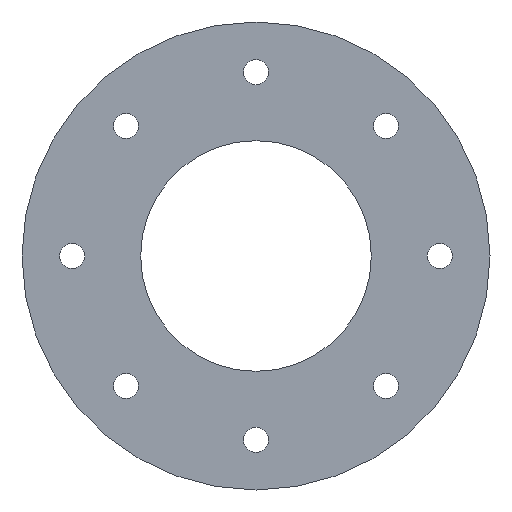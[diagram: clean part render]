
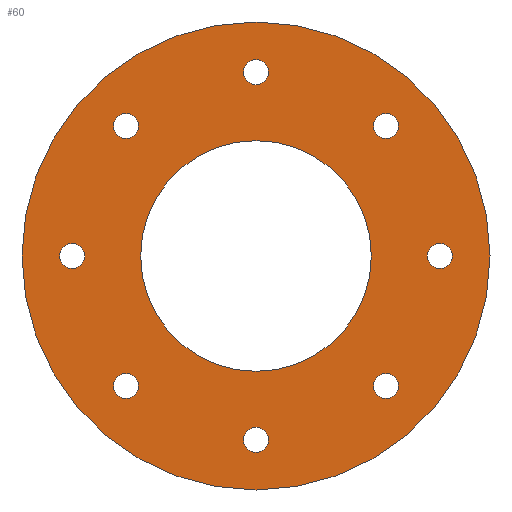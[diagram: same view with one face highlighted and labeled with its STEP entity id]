
A CAD part, left-side view. The second image highlights one B-rep face of the part: STEP entity #60.
In plain terms, the highlighted planar face has unit normal (-1, 0, 0).
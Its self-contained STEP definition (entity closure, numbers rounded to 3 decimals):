
#60 = ADVANCED_FACE( '', ( #129, #130, #131, #132, #133, #134, #135, #136, #137, #138 ), #139, .T. );
#129 = FACE_BOUND( '', #216, .T. );
#130 = FACE_BOUND( '', #217, .T. );
#131 = FACE_BOUND( '', #218, .T. );
#132 = FACE_BOUND( '', #219, .T. );
#133 = FACE_BOUND( '', #220, .T. );
#134 = FACE_BOUND( '', #221, .T. );
#135 = FACE_BOUND( '', #222, .T. );
#136 = FACE_BOUND( '', #223, .T. );
#137 = FACE_BOUND( '', #224, .T. );
#138 = FACE_OUTER_BOUND( '', #225, .T. );
#139 = PLANE( '', #226 );
#216 = EDGE_LOOP( '', ( #317 ) );
#217 = EDGE_LOOP( '', ( #318 ) );
#218 = EDGE_LOOP( '', ( #319 ) );
#219 = EDGE_LOOP( '', ( #320 ) );
#220 = EDGE_LOOP( '', ( #321 ) );
#221 = EDGE_LOOP( '', ( #322 ) );
#222 = EDGE_LOOP( '', ( #323 ) );
#223 = EDGE_LOOP( '', ( #324 ) );
#224 = EDGE_LOOP( '', ( #325 ) );
#225 = EDGE_LOOP( '', ( #326 ) );
#226 = AXIS2_PLACEMENT_3D( '', #327, #328, #329 );
#317 = ORIENTED_EDGE( '', *, *, #381, .T. );
#318 = ORIENTED_EDGE( '', *, *, #396, .T. );
#319 = ORIENTED_EDGE( '', *, *, #397, .T. );
#320 = ORIENTED_EDGE( '', *, *, #390, .T. );
#321 = ORIENTED_EDGE( '', *, *, #379, .T. );
#322 = ORIENTED_EDGE( '', *, *, #376, .T. );
#323 = ORIENTED_EDGE( '', *, *, #387, .T. );
#324 = ORIENTED_EDGE( '', *, *, #398, .T. );
#325 = ORIENTED_EDGE( '', *, *, #373, .T. );
#326 = ORIENTED_EDGE( '', *, *, #383, .F. );
#327 = CARTESIAN_POINT( '', ( 0., 70., 0. ) );
#328 = DIRECTION( '', ( -1., 0., 0. ) );
#329 = DIRECTION( '', ( 0., 0., 1. ) );
#373 = EDGE_CURVE( '', #416, #416, #417, .T. );
#376 = EDGE_CURVE( '', #421, #421, #422, .T. );
#379 = EDGE_CURVE( '', #426, #426, #427, .T. );
#381 = EDGE_CURVE( '', #429, #429, #430, .T. );
#383 = EDGE_CURVE( '', #432, #432, #433, .T. );
#387 = EDGE_CURVE( '', #439, #439, #440, .T. );
#390 = EDGE_CURVE( '', #444, #444, #445, .T. );
#396 = EDGE_CURVE( '', #453, #453, #454, .T. );
#397 = EDGE_CURVE( '', #455, #455, #456, .T. );
#398 = EDGE_CURVE( '', #457, #457, #458, .T. );
#416 = VERTEX_POINT( '', #480 );
#417 = CIRCLE( '', #481, 3.75 );
#421 = VERTEX_POINT( '', #485 );
#422 = CIRCLE( '', #486, 3.75 );
#426 = VERTEX_POINT( '', #490 );
#427 = CIRCLE( '', #491, 3.75 );
#429 = VERTEX_POINT( '', #493 );
#430 = CIRCLE( '', #494, 34.5 );
#432 = VERTEX_POINT( '', #496 );
#433 = CIRCLE( '', #497, 70. );
#439 = VERTEX_POINT( '', #503 );
#440 = CIRCLE( '', #504, 3.75 );
#444 = VERTEX_POINT( '', #508 );
#445 = CIRCLE( '', #509, 3.75 );
#453 = VERTEX_POINT( '', #517 );
#454 = CIRCLE( '', #518, 3.75 );
#455 = VERTEX_POINT( '', #519 );
#456 = CIRCLE( '', #520, 3.75 );
#457 = VERTEX_POINT( '', #521 );
#458 = CIRCLE( '', #522, 3.75 );
#480 = CARTESIAN_POINT( '', ( 0., 38.891, -42.641 ) );
#481 = AXIS2_PLACEMENT_3D( '', #545, #546, #547 );
#485 = CARTESIAN_POINT( '', ( 0., -38.891, 35.141 ) );
#486 = AXIS2_PLACEMENT_3D( '', #551, #552, #553 );
#490 = CARTESIAN_POINT( '', ( 0., -55., -3.75 ) );
#491 = AXIS2_PLACEMENT_3D( '', #557, #558, #559 );
#493 = CARTESIAN_POINT( '', ( 0., 0., -34.5 ) );
#494 = AXIS2_PLACEMENT_3D( '', #560, #561, #562 );
#496 = CARTESIAN_POINT( '', ( 0., 0., -70. ) );
#497 = AXIS2_PLACEMENT_3D( '', #563, #564, #565 );
#503 = CARTESIAN_POINT( '', ( 0., 0., 51.25 ) );
#504 = AXIS2_PLACEMENT_3D( '', #572, #573, #574 );
#508 = CARTESIAN_POINT( '', ( 0., -38.891, -42.641 ) );
#509 = AXIS2_PLACEMENT_3D( '', #578, #579, #580 );
#517 = CARTESIAN_POINT( '', ( 0., 55., -3.75 ) );
#518 = AXIS2_PLACEMENT_3D( '', #587, #588, #589 );
#519 = CARTESIAN_POINT( '', ( 0., 0., -58.75 ) );
#520 = AXIS2_PLACEMENT_3D( '', #590, #591, #592 );
#521 = CARTESIAN_POINT( '', ( 0., 38.891, 35.141 ) );
#522 = AXIS2_PLACEMENT_3D( '', #593, #594, #595 );
#545 = CARTESIAN_POINT( '', ( 0., 38.891, -38.891 ) );
#546 = DIRECTION( '', ( 1., 0., 0. ) );
#547 = DIRECTION( '', ( 0., 0., -1. ) );
#551 = CARTESIAN_POINT( '', ( 0., -38.891, 38.891 ) );
#552 = DIRECTION( '', ( 1., 0., 0. ) );
#553 = DIRECTION( '', ( 0., 0., -1. ) );
#557 = CARTESIAN_POINT( '', ( 0., -55., 0. ) );
#558 = DIRECTION( '', ( 1., 0., 0. ) );
#559 = DIRECTION( '', ( 0., 0., -1. ) );
#560 = CARTESIAN_POINT( '', ( 0., 0., 0. ) );
#561 = DIRECTION( '', ( 1., 0., 0. ) );
#562 = DIRECTION( '', ( 0., 0., -1. ) );
#563 = CARTESIAN_POINT( '', ( 0., 0., 0. ) );
#564 = DIRECTION( '', ( 1., 0., 0. ) );
#565 = DIRECTION( '', ( 0., 0., -1. ) );
#572 = CARTESIAN_POINT( '', ( 0., 0., 55. ) );
#573 = DIRECTION( '', ( 1., 0., 0. ) );
#574 = DIRECTION( '', ( 0., 0., -1. ) );
#578 = CARTESIAN_POINT( '', ( 0., -38.891, -38.891 ) );
#579 = DIRECTION( '', ( 1., 0., 0. ) );
#580 = DIRECTION( '', ( 0., 0., -1. ) );
#587 = CARTESIAN_POINT( '', ( 0., 55., 0. ) );
#588 = DIRECTION( '', ( 1., 0., 0. ) );
#589 = DIRECTION( '', ( 0., 0., -1. ) );
#590 = CARTESIAN_POINT( '', ( 0., 0., -55. ) );
#591 = DIRECTION( '', ( 1., 0., 0. ) );
#592 = DIRECTION( '', ( 0., 0., -1. ) );
#593 = CARTESIAN_POINT( '', ( 0., 38.891, 38.891 ) );
#594 = DIRECTION( '', ( 1., 0., 0. ) );
#595 = DIRECTION( '', ( 0., 0., -1. ) );
